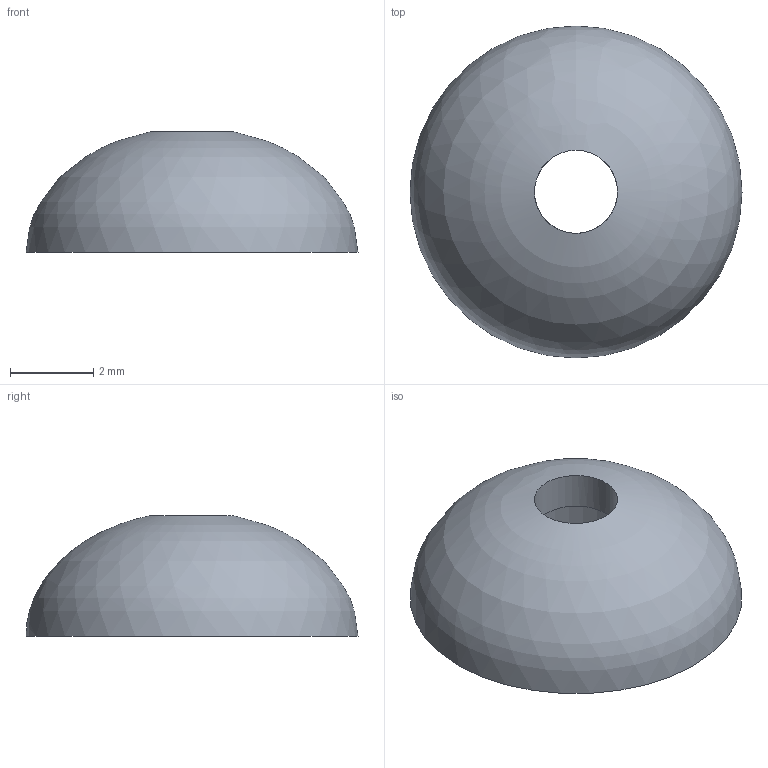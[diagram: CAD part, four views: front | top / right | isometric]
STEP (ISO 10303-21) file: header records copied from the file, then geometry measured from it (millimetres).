
FILE_DESCRIPTION(/* description */ (''),/* implementation_level */ '2;1');
FILE_NAME(/* name */ 'Foot.stp',/* time_stamp */ '2025-04-10T13:00:03+02:00',/* author */ ('Sob'),/* organization */ (''),/* preprocessor_version */ 'ST-DEVELOPER v20',/* originating_system */ 'Autodesk Inventor 2025',/* authorisation */ '');
FILE_SCHEMA (('AUTOMOTIVE_DESIGN { 1 0 10303 214 3 1 1 }'));
Length unit declared in the file: millimetre
Products named in the file (1): Foot
Bounding box: 8 x 8 x 2.9 mm (x, y, z)
Volume: 73.6 mm3; surface area: 158.4 mm2
Topology: 1 solids, 1 shells, 5 faces, 9 edges, 6 vertices
Faces by surface type: cylinder 2, plane 2, bspline 1
Full cylindrical faces by diameter (mm): 2 x1, 3.9 x1
Entity records: 231 total; most frequent: CARTESIAN_POINT 85, DIRECTION 22, ORIENTED_EDGE 18, AXIS2_PLACEMENT_3D 10, EDGE_CURVE 9, EDGE_LOOP 7, VERTEX_POINT 6, FACE_OUTER_BOUND 5
